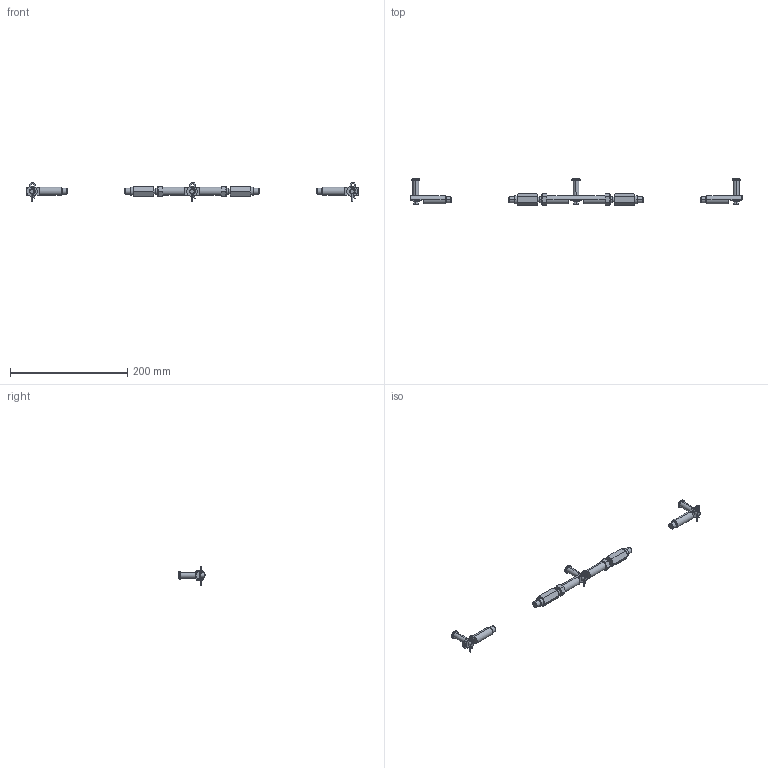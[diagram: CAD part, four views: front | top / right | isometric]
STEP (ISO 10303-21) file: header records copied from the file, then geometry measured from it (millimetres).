
FILE_DESCRIPTION (( 'STEP AP203' ), '1' );
FILE_NAME ('sone3D.STEP', '2017-08-08T02:36:52', ( '' ), ( '' ), 'SwSTEP 2.0', 'SolidWorks 2014', '' );
FILE_SCHEMA (( 'CONFIG_CONTROL_DESIGN' ));
Length unit declared in the file: millimetre
Products named in the file (9): sone3D; FA-836-1-ROD-Uセンタージョイント_; FA-836-1-ROD-Uアジャストボルト_; 平ワッシャーM8（みがき丸）_t=1.2; FA-836-1-ROD-Uパイプージョイント_; スナップピン（呼び8）; 六角ナットM10（1種）_JIS B 1181 Hexagon nut - Class 1 Finished M10 --N; FA-836-1-ROD-U僕儑僀儞僩僺儞_; FA-836-1-ROD-U上下ジョイント_
Assembly tree (18 placements, depth 2):
  sone3D
    FA-836-1-ROD-Uセンタージョイント_
    FA-836-1-ROD-Uアジャストボルト_  x2
    FA-836-1-ROD-Uパイプージョイント_  x2
    FA-836-1-ROD-U上下ジョイント_  x2
    FA-836-1-ROD-U僕儑僀儞僩僺儞_  x3
    スナップピン（呼び8）  x3
    平ワッシャーM8（みがき丸）_t=1.2  x3
    六角ナットM10（1種）_JIS B 1181 Hexagon nut - Class 1 Finished M10 --N  x2
Bounding box: 566 x 45.81 x 32.29 mm (x, y, z)
Volume: 60892.3 mm3; surface area: 34071.2 mm2
Topology: 18 solids, 18 shells, 312 faces, 642 edges, 380 vertices
Faces by surface type: cylinder 125, plane 91, cone 66, torus 30
Entity records: 5545 total; most frequent: CARTESIAN_POINT 1072, DIRECTION 764, ORIENTED_EDGE 606, AXIS2_PLACEMENT_3D 323, EDGE_CURVE 303, VERTEX_POINT 183, EDGE_LOOP 172, CIRCLE 153
